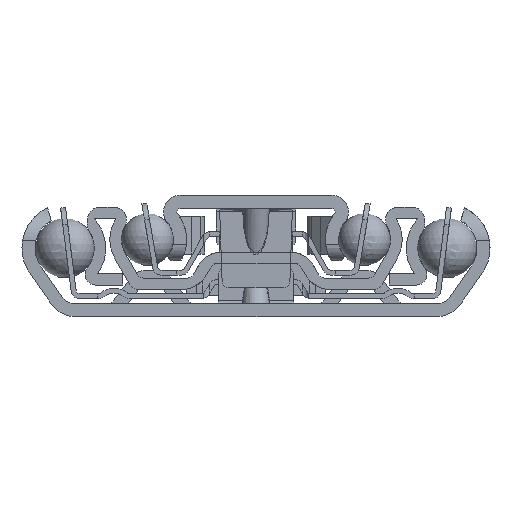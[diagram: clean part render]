
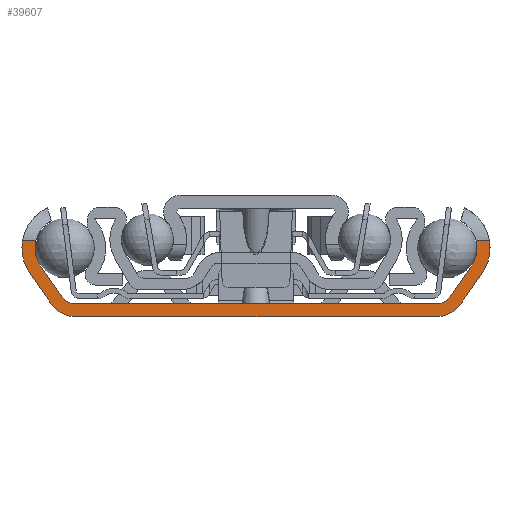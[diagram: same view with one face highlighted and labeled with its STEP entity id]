
A CAD part, left-side view. The second image highlights one B-rep face of the part: STEP entity #39607.
In plain terms, the highlighted planar face has unit normal (-1, 0, 0).
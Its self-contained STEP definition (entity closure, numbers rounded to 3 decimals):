
#2145=FACE_OUTER_BOUND('',#4208,.T.);
#4208=EDGE_LOOP('',(#27437,#27438,#27439,#27440,#27441,#27442,#27443,#27444,
#27445,#27446,#27447,#27448,#27449,#27450,#27451,#27452));
#6497=CIRCLE('',#42144,6.725);
#6506=CIRCLE('',#42155,4.75);
#6517=CIRCLE('',#42201,4.5);
#6518=CIRCLE('',#42204,4.75);
#6519=CIRCLE('',#42207,2.25);
#6520=CIRCLE('',#42209,2.25);
#6521=CIRCLE('',#42212,6.725);
#6522=CIRCLE('',#42215,4.5);
#8279=LINE('',#58272,#12175);
#8423=LINE('',#60026,#12319);
#8463=LINE('',#60171,#12359);
#8464=LINE('',#60186,#12360);
#8468=LINE('',#60197,#12364);
#8470=LINE('',#60204,#12366);
#8473=LINE('',#60213,#12369);
#8475=LINE('',#60220,#12371);
#12175=VECTOR('',#46104,10.);
#12319=VECTOR('',#46828,10.);
#12359=VECTOR('',#46938,10.);
#12360=VECTOR('',#46943,10.);
#12364=VECTOR('',#46959,10.);
#12366=VECTOR('',#46967,10.);
#12369=VECTOR('',#46980,10.);
#12371=VECTOR('',#46988,10.);
#16089=VERTEX_POINT('',#58270);
#16090=VERTEX_POINT('',#58271);
#16350=VERTEX_POINT('',#59934);
#16351=VERTEX_POINT('',#59947);
#16363=VERTEX_POINT('',#59977);
#16364=VERTEX_POINT('',#59988);
#16369=VERTEX_POINT('',#60024);
#16370=VERTEX_POINT('',#60025);
#16399=VERTEX_POINT('',#60157);
#16401=VERTEX_POINT('',#60174);
#16403=VERTEX_POINT('',#60193);
#16404=VERTEX_POINT('',#60199);
#16405=VERTEX_POINT('',#60203);
#16406=VERTEX_POINT('',#60209);
#16407=VERTEX_POINT('',#60215);
#16408=VERTEX_POINT('',#60219);
#20208=EDGE_CURVE('',#16089,#16090,#8279,.T.);
#20595=EDGE_CURVE('',#16350,#16351,#6497,.T.);
#20612=EDGE_CURVE('',#16363,#16364,#6506,.T.);
#20618=EDGE_CURVE('',#16369,#16370,#8423,.T.);
#20674=EDGE_CURVE('',#16399,#16363,#8463,.T.);
#20677=EDGE_CURVE('',#16401,#16350,#8464,.T.);
#20681=EDGE_CURVE('',#16403,#16369,#6517,.T.);
#20683=EDGE_CURVE('',#16351,#16403,#8468,.T.);
#20685=EDGE_CURVE('',#16404,#16401,#6518,.T.);
#20686=EDGE_CURVE('',#16405,#16404,#8470,.T.);
#20688=EDGE_CURVE('',#16090,#16405,#6519,.T.);
#20689=EDGE_CURVE('',#16406,#16089,#6520,.T.);
#20691=EDGE_CURVE('',#16364,#16406,#8473,.T.);
#20693=EDGE_CURVE('',#16407,#16399,#6521,.T.);
#20694=EDGE_CURVE('',#16408,#16407,#8475,.T.);
#20696=EDGE_CURVE('',#16370,#16408,#6522,.T.);
#27437=ORIENTED_EDGE('',*,*,#20677,.F.);
#27438=ORIENTED_EDGE('',*,*,#20685,.F.);
#27439=ORIENTED_EDGE('',*,*,#20686,.F.);
#27440=ORIENTED_EDGE('',*,*,#20688,.F.);
#27441=ORIENTED_EDGE('',*,*,#20208,.F.);
#27442=ORIENTED_EDGE('',*,*,#20689,.F.);
#27443=ORIENTED_EDGE('',*,*,#20691,.F.);
#27444=ORIENTED_EDGE('',*,*,#20612,.F.);
#27445=ORIENTED_EDGE('',*,*,#20674,.F.);
#27446=ORIENTED_EDGE('',*,*,#20693,.F.);
#27447=ORIENTED_EDGE('',*,*,#20694,.F.);
#27448=ORIENTED_EDGE('',*,*,#20696,.F.);
#27449=ORIENTED_EDGE('',*,*,#20618,.F.);
#27450=ORIENTED_EDGE('',*,*,#20681,.F.);
#27451=ORIENTED_EDGE('',*,*,#20683,.F.);
#27452=ORIENTED_EDGE('',*,*,#20595,.F.);
#38440=PLANE('',#42216);
#39607=ADVANCED_FACE('',(#2145),#38440,.F.);
#42144=AXIS2_PLACEMENT_3D('',#59948,#46788,#46789);
#42155=AXIS2_PLACEMENT_3D('',#59989,#46817,#46818);
#42201=AXIS2_PLACEMENT_3D('',#60194,#46954,#46955);
#42204=AXIS2_PLACEMENT_3D('',#60201,#46963,#46964);
#42207=AXIS2_PLACEMENT_3D('',#60207,#46971,#46972);
#42209=AXIS2_PLACEMENT_3D('',#60210,#46975,#46976);
#42212=AXIS2_PLACEMENT_3D('',#60217,#46984,#46985);
#42215=AXIS2_PLACEMENT_3D('',#60223,#46992,#46993);
#42216=AXIS2_PLACEMENT_3D('',#60224,#46994,#46995);
#46104=DIRECTION('',(0.,-1.,0.));
#46788=DIRECTION('center_axis',(1.,0.,0.));
#46789=DIRECTION('ref_axis',(0.,-0.421,0.907));
#46817=DIRECTION('center_axis',(-1.,0.,0.));
#46818=DIRECTION('ref_axis',(0.,-0.819,0.574));
#46828=DIRECTION('',(0.,1.,0.));
#46938=DIRECTION('',(0.,-1.,0.));
#46943=DIRECTION('',(0.,-1.,0.));
#46954=DIRECTION('center_axis',(1.,0.,0.));
#46955=DIRECTION('ref_axis',(0.,-0.819,-0.574));
#46959=DIRECTION('',(0.,0.574,-0.819));
#46963=DIRECTION('center_axis',(-1.,0.,0.));
#46964=DIRECTION('ref_axis',(0.,0.489,-0.872));
#46967=DIRECTION('',(0.,-0.574,0.819));
#46971=DIRECTION('center_axis',(-1.,0.,0.));
#46972=DIRECTION('ref_axis',(0.,0.819,0.574));
#46975=DIRECTION('center_axis',(-1.,0.,0.));
#46976=DIRECTION('ref_axis',(0.,0.,1.));
#46980=DIRECTION('',(0.,-0.574,-0.819));
#46984=DIRECTION('center_axis',(1.,0.,0.));
#46985=DIRECTION('ref_axis',(0.,0.819,-0.574));
#46988=DIRECTION('',(0.,0.574,0.819));
#46992=DIRECTION('center_axis',(1.,0.,0.));
#46993=DIRECTION('ref_axis',(0.,0.,-1.));
#46994=DIRECTION('center_axis',(1.,0.,0.));
#46995=DIRECTION('ref_axis',(0.,0.,-1.));
#58270=CARTESIAN_POINT('',(0.,27.471,2.));
#58271=CARTESIAN_POINT('',(0.,-27.471,2.));
#58272=CARTESIAN_POINT('',(0.,27.471,2.));
#59934=CARTESIAN_POINT('',(0.,-35.359,11.5));
#59947=CARTESIAN_POINT('',(0.,-34.234,6.543));
#59948=CARTESIAN_POINT('Origin',(0.,-28.725,10.4));
#59977=CARTESIAN_POINT('',(0.,33.346,11.5));
#59988=CARTESIAN_POINT('',(0.,32.616,7.676));
#59989=CARTESIAN_POINT('Origin',(0.,28.725,10.4));
#60024=CARTESIAN_POINT('',(0.,-27.31,0.));
#60025=CARTESIAN_POINT('',(0.,27.31,0.));
#60026=CARTESIAN_POINT('',(0.,0.,0.));
#60157=CARTESIAN_POINT('',(0.,35.359,11.5));
#60171=CARTESIAN_POINT('',(0.,0.,11.5));
#60174=CARTESIAN_POINT('',(0.,-33.346,11.5));
#60186=CARTESIAN_POINT('',(0.,0.,11.5));
#60193=CARTESIAN_POINT('',(0.,-30.996,1.919));
#60194=CARTESIAN_POINT('Origin',(0.,-27.31,4.5));
#60197=CARTESIAN_POINT('',(0.,-34.234,6.543));
#60199=CARTESIAN_POINT('',(0.,-32.616,7.676));
#60201=CARTESIAN_POINT('Origin',(0.,-28.725,10.4));
#60203=CARTESIAN_POINT('',(0.,-29.314,2.959));
#60204=CARTESIAN_POINT('',(0.,-29.314,2.959));
#60207=CARTESIAN_POINT('Origin',(0.,-27.471,4.25));
#60209=CARTESIAN_POINT('',(0.,29.314,2.959));
#60210=CARTESIAN_POINT('Origin',(0.,27.471,4.25));
#60213=CARTESIAN_POINT('',(0.,32.616,7.676));
#60215=CARTESIAN_POINT('',(0.,34.234,6.543));
#60217=CARTESIAN_POINT('Origin',(0.,28.725,10.4));
#60219=CARTESIAN_POINT('',(0.,30.996,1.919));
#60220=CARTESIAN_POINT('',(0.,30.996,1.919));
#60223=CARTESIAN_POINT('Origin',(0.,27.31,4.5));
#60224=CARTESIAN_POINT('Origin',(0.,0.,3.636));
